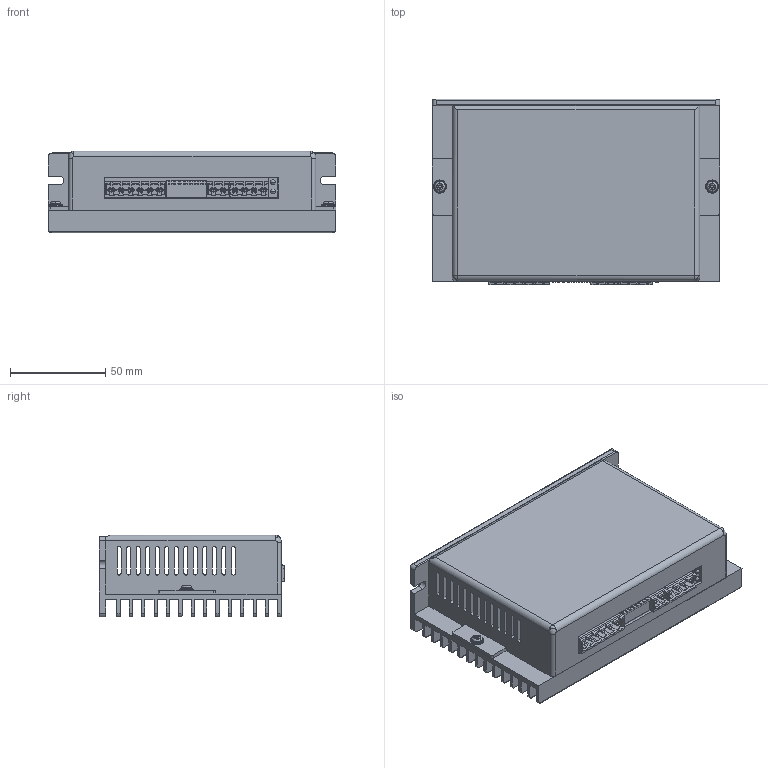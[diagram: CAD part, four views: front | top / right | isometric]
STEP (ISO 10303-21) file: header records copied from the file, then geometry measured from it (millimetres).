
FILE_DESCRIPTION (( 'STEP AP214' ), '1' );
FILE_NAME ('DM860E_3D.STEP', '2019-08-19T19:56:19', ( '' ), ( '' ), 'SwSTEP 2.0', 'SolidWorks 2017', '' );
FILE_SCHEMA (( 'AUTOMOTIVE_DESIGN' ));
Length unit declared in the file: inch
Products named in the file (1): DM860E_3D
Bounding box: 151 x 97.5 x 43 mm (x, y, z)
Volume: 174519.1 mm3; surface area: 152914 mm2
Topology: 10 solids, 10 shells, 1440 faces, 3912 edges, 2534 vertices
Faces by surface type: plane 1041, cylinder 335, cone 36, bspline 28
Entity records: 54920 total; most frequent: CARTESIAN_POINT 16826, ORIENTED_EDGE 7804, DIRECTION 7058, EDGE_CURVE 3902, LINE 3008, VECTOR 3008, VERTEX_POINT 2534, AXIS2_PLACEMENT_3D 2025
